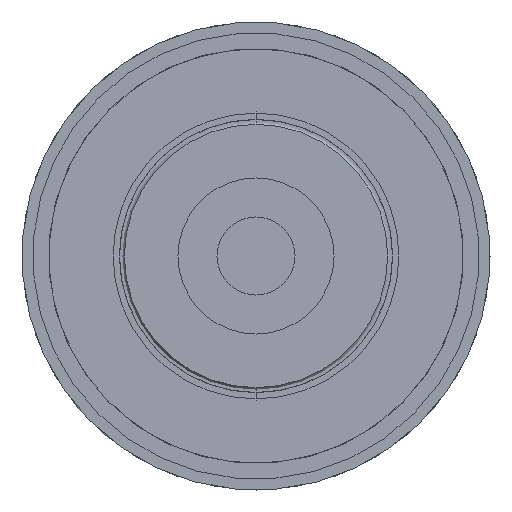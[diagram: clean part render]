
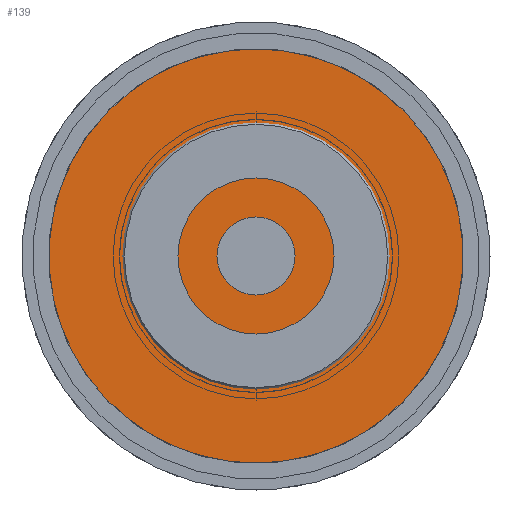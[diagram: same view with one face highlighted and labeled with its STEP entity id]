
A CAD part, front view. The second image highlights one B-rep face of the part: STEP entity #139.
In plain terms, the highlighted planar face has unit normal (0, 1, 0).
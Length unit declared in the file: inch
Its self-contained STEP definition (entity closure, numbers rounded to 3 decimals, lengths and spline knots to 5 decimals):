
#1 = CARTESIAN_POINT ( 'NONE',  ( 0.60208, 0.97528, -0.28235 ) ) ;
#34 = DIRECTION ( 'NONE',  ( -0.425, 0., -0.905 ) ) ;
#35 = DIRECTION ( 'NONE',  ( 0., -1., 0. ) ) ;
#39 = PLANE ( 'NONE',  #2867 ) ;
#139 = ADVANCED_FACE ( 'NONE', ( #1267, #1270 ), #39, .F. ) ;
#709 = CARTESIAN_POINT ( 'NONE',  ( 0., 0.97528, 0. ) ) ;
#710 = DIRECTION ( 'NONE',  ( 0., 1., 0. ) ) ;
#711 = DIRECTION ( 'NONE',  ( 0., 0., -1. ) ) ;
#917 = VERTEX_POINT ( 'NONE', #1657 ) ;
#949 = VERTEX_POINT ( 'NONE', #1693 ) ;
#952 = VERTEX_POINT ( 'NONE', #1696 ) ;
#953 = VERTEX_POINT ( 'NONE', #1697 ) ;
#1013 = EDGE_LOOP ( 'NONE', ( #2703, #2702 ) ) ;
#1015 = EDGE_LOOP ( 'NONE', ( #2701, #2700 ) ) ;
#1267 = FACE_BOUND ( 'NONE', #1013, .T. ) ;
#1270 = FACE_OUTER_BOUND ( 'NONE', #1015, .T. ) ;
#1331 = CIRCLE ( 'NONE', #2819, 0.6875 ) ;
#1339 = CIRCLE ( 'NONE', #2809, 0.688 ) ;
#1383 = CIRCLE ( 'NONE', #2778, 0.688 ) ;
#1433 = CIRCLE ( 'NONE', #2747, 0.6875 ) ;
#1657 = CARTESIAN_POINT ( 'NONE',  ( 0., 0.97528, 0.6875 ) ) ;
#1693 = CARTESIAN_POINT ( 'NONE',  ( 0., 0.97528, -0.6875 ) ) ;
#1696 = CARTESIAN_POINT ( 'NONE',  ( 0.29211, 0.97528, 0.62291 ) ) ;
#1697 = CARTESIAN_POINT ( 'NONE',  ( -0.29211, 0.97528, -0.62291 ) ) ;
#1890 = CARTESIAN_POINT ( 'NONE',  ( 0., 0.97528, 0. ) ) ;
#1891 = DIRECTION ( 'NONE',  ( 0., 1., 0. ) ) ;
#1892 = DIRECTION ( 'NONE',  ( 0., 0., -1. ) ) ;
#2040 = CARTESIAN_POINT ( 'NONE',  ( 0., 0.97528, 0. ) ) ;
#2041 = DIRECTION ( 'NONE',  ( 0., 1., 0. ) ) ;
#2042 = DIRECTION ( 'NONE',  ( 0.425, 0., 0.905 ) ) ;
#2411 = CARTESIAN_POINT ( 'NONE',  ( 0., 0.97528, 0. ) ) ;
#2412 = DIRECTION ( 'NONE',  ( 0., 1., 0. ) ) ;
#2413 = DIRECTION ( 'NONE',  ( 0.425, 0., 0.905 ) ) ;
#2458 = EDGE_CURVE ( 'NONE', #949, #917, #1331, .T. ) ;
#2469 = EDGE_CURVE ( 'NONE', #952, #953, #1339, .T. ) ;
#2503 = EDGE_CURVE ( 'NONE', #953, #952, #1383, .T. ) ;
#2548 = EDGE_CURVE ( 'NONE', #917, #949, #1433, .T. ) ;
#2700 = ORIENTED_EDGE ( 'NONE', *, *, #2503, .T. ) ;
#2701 = ORIENTED_EDGE ( 'NONE', *, *, #2469, .T. ) ;
#2702 = ORIENTED_EDGE ( 'NONE', *, *, #2458, .F. ) ;
#2703 = ORIENTED_EDGE ( 'NONE', *, *, #2548, .F. ) ;
#2747 = AXIS2_PLACEMENT_3D ( 'NONE', #1890, #1891, #1892 ) ;
#2778 = AXIS2_PLACEMENT_3D ( 'NONE', #2040, #2041, #2042 ) ;
#2809 = AXIS2_PLACEMENT_3D ( 'NONE', #2411, #2412, #2413 ) ;
#2819 = AXIS2_PLACEMENT_3D ( 'NONE', #709, #710, #711 ) ;
#2867 = AXIS2_PLACEMENT_3D ( 'NONE', #1, #35, #34 ) ;
